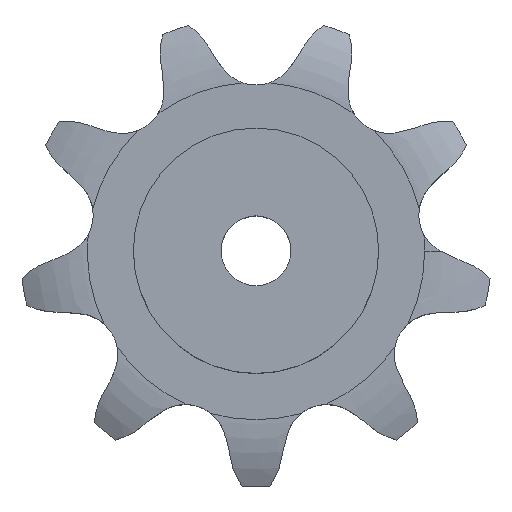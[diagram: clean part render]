
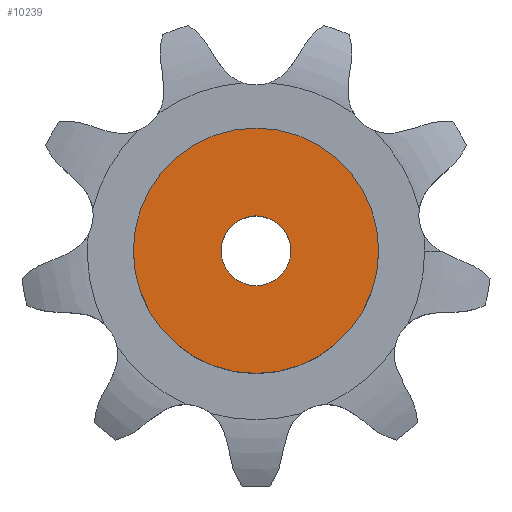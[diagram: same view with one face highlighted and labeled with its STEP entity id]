
A CAD part, top view. The second image highlights one B-rep face of the part: STEP entity #10239.
In plain terms, the highlighted planar face has unit normal (0, 0, 1).
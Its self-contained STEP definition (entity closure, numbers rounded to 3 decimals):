
#1851 = CYLINDRICAL_SURFACE('',#1852,44.);
#1852 = AXIS2_PLACEMENT_3D('',#1853,#1854,#1855);
#1853 = CARTESIAN_POINT('',(0.,0.,0.));
#1854 = DIRECTION('',(-0.,-0.,-1.));
#1855 = DIRECTION('',(1.,0.,0.));
#6829 = VERTEX_POINT('',#6830);
#6830 = CARTESIAN_POINT('',(44.,0.,80.));
#6851 = EDGE_CURVE('',#6829,#6829,#6852,.T.);
#6852 = SURFACE_CURVE('',#6853,(#6858,#6865),.PCURVE_S1.);
#6853 = CIRCLE('',#6854,44.);
#6854 = AXIS2_PLACEMENT_3D('',#6855,#6856,#6857);
#6855 = CARTESIAN_POINT('',(0.,0.,80.));
#6856 = DIRECTION('',(0.,0.,1.));
#6857 = DIRECTION('',(1.,0.,0.));
#6858 = PCURVE('',#1851,#6859);
#6859 = DEFINITIONAL_REPRESENTATION('',(#6860),#6864);
#6860 = LINE('',#6861,#6862);
#6861 = CARTESIAN_POINT('',(-0.,-80.));
#6862 = VECTOR('',#6863,1.);
#6863 = DIRECTION('',(-1.,0.));
#6864 = ( GEOMETRIC_REPRESENTATION_CONTEXT(2) 
PARAMETRIC_REPRESENTATION_CONTEXT() REPRESENTATION_CONTEXT('2D SPACE',''
  ) );
#6865 = PCURVE('',#6866,#6871);
#6866 = PLANE('',#6867);
#6867 = AXIS2_PLACEMENT_3D('',#6868,#6869,#6870);
#6868 = CARTESIAN_POINT('',(0.,0.,80.)
  );
#6869 = DIRECTION('',(0.,0.,1.));
#6870 = DIRECTION('',(1.,0.,0.));
#6871 = DEFINITIONAL_REPRESENTATION('',(#6872),#6876);
#6872 = CIRCLE('',#6873,44.);
#6873 = AXIS2_PLACEMENT_2D('',#6874,#6875);
#6874 = CARTESIAN_POINT('',(0.,0.));
#6875 = DIRECTION('',(1.,0.));
#6876 = ( GEOMETRIC_REPRESENTATION_CONTEXT(2) 
PARAMETRIC_REPRESENTATION_CONTEXT() REPRESENTATION_CONTEXT('2D SPACE',''
  ) );
#8874 = CYLINDRICAL_SURFACE('',#8875,12.5);
#8875 = AXIS2_PLACEMENT_3D('',#8876,#8877,#8878);
#8876 = CARTESIAN_POINT('',(0.,0.,309.542));
#8877 = DIRECTION('',(0.,0.,1.));
#8878 = DIRECTION('',(1.,0.,0.));
#10239 = ADVANCED_FACE('',(#10240,#10243),#6866,.T.);
#10240 = FACE_BOUND('',#10241,.T.);
#10241 = EDGE_LOOP('',(#10242));
#10242 = ORIENTED_EDGE('',*,*,#6851,.T.);
#10243 = FACE_BOUND('',#10244,.T.);
#10244 = EDGE_LOOP('',(#10245));
#10245 = ORIENTED_EDGE('',*,*,#10246,.F.);
#10246 = EDGE_CURVE('',#10247,#10247,#10249,.T.);
#10247 = VERTEX_POINT('',#10248);
#10248 = CARTESIAN_POINT('',(12.5,0.,80.));
#10249 = SURFACE_CURVE('',#10250,(#10255,#10262),.PCURVE_S1.);
#10250 = CIRCLE('',#10251,12.5);
#10251 = AXIS2_PLACEMENT_3D('',#10252,#10253,#10254);
#10252 = CARTESIAN_POINT('',(0.,0.,80.));
#10253 = DIRECTION('',(0.,0.,1.));
#10254 = DIRECTION('',(1.,0.,0.));
#10255 = PCURVE('',#6866,#10256);
#10256 = DEFINITIONAL_REPRESENTATION('',(#10257),#10261);
#10257 = CIRCLE('',#10258,12.5);
#10258 = AXIS2_PLACEMENT_2D('',#10259,#10260);
#10259 = CARTESIAN_POINT('',(0.,0.));
#10260 = DIRECTION('',(1.,0.));
#10261 = ( GEOMETRIC_REPRESENTATION_CONTEXT(2) 
PARAMETRIC_REPRESENTATION_CONTEXT() REPRESENTATION_CONTEXT('2D SPACE',''
  ) );
#10262 = PCURVE('',#8874,#10263);
#10263 = DEFINITIONAL_REPRESENTATION('',(#10264),#10268);
#10264 = LINE('',#10265,#10266);
#10265 = CARTESIAN_POINT('',(0.,-229.542));
#10266 = VECTOR('',#10267,1.);
#10267 = DIRECTION('',(1.,0.));
#10268 = ( GEOMETRIC_REPRESENTATION_CONTEXT(2) 
PARAMETRIC_REPRESENTATION_CONTEXT() REPRESENTATION_CONTEXT('2D SPACE',''
  ) );
